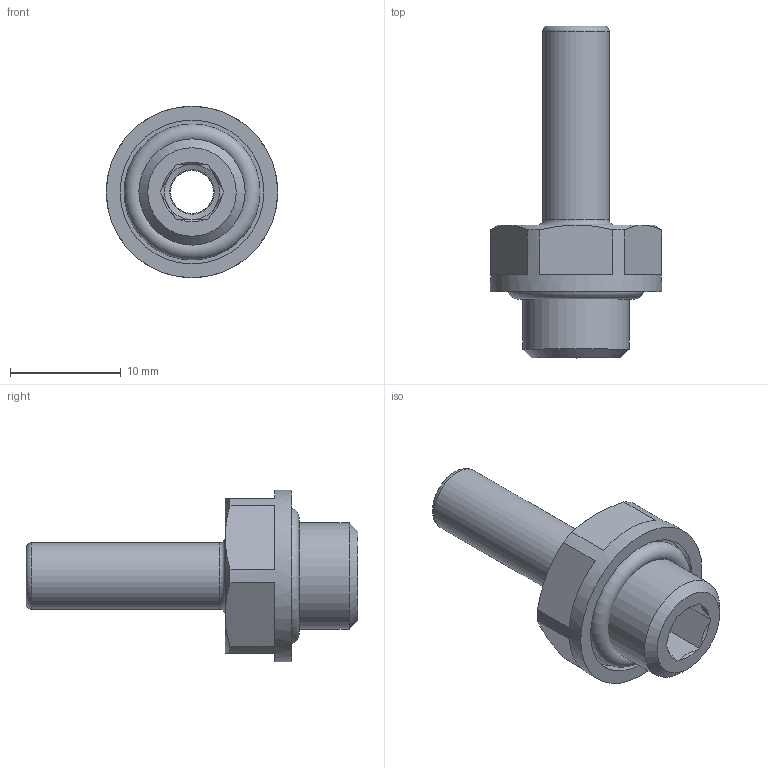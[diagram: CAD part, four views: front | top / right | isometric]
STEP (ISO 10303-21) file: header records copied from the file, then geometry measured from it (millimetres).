
FILE_DESCRIPTION(( 'RT.13.06.18.stp' ), '1');
FILE_NAME( 'RT.13.06.18.stp', '2019-06-19T14:45:57',( 'Sopra'),('sopra-pneumatic.com'), 'SwSTEP 2.0','SolidWorks 2009','' );
FILE_SCHEMA( ( 'CONFIG_CONTROL_DESIGN' ) );
Length unit declared in the file: millimetre
Products named in the file (2): NONE
Bounding box: 15.5 x 30 x 15.5 mm (x, y, z)
Volume: 1569.1 mm3; surface area: 1788.8 mm2
Topology: 2 solids, 2 shells, 53 faces, 125 edges, 77 vertices
Faces by surface type: plane 29, cone 15, cylinder 6, torus 3
Full cylindrical faces by diameter (mm): 3.9 x1, 4 x1, 6 x1, 9.6 x1, 13 x1, 15.5 x1
Entity records: 1606 total; most frequent: CARTESIAN_POINT 378, DIRECTION 246, ORIENTED_EDGE 222, EDGE_CURVE 111, AXIS2_PLACEMENT_3D 99, VERTEX_POINT 76, EDGE_LOOP 68, FACE_OUTER_BOUND 60
